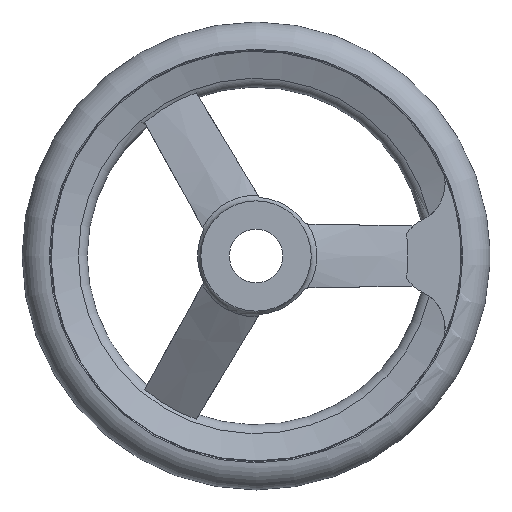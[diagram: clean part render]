
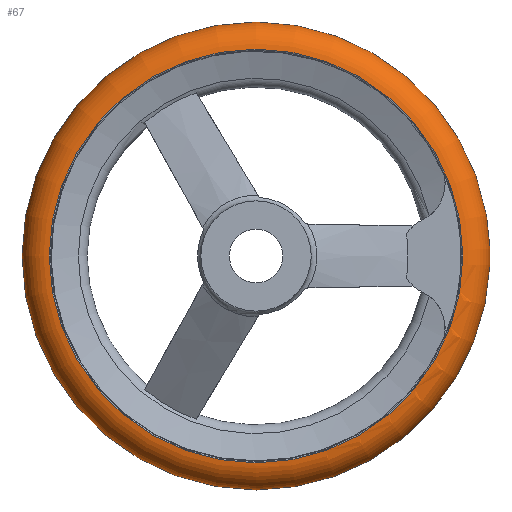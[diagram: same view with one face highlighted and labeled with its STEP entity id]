
A CAD part, front view. The second image highlights one B-rep face of the part: STEP entity #67.
In plain terms, the highlighted toroidal (fillet/blend) face has major radius 61.5 mm and minor radius 8.5 mm.
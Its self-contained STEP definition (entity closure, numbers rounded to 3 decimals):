
#67 = ADVANCED_FACE( '', ( #170, #171, #172 ), #173, .T. );
#170 = FACE_BOUND( '', #325, .T. );
#171 = FACE_OUTER_BOUND( '', #326, .T. );
#172 = FACE_OUTER_BOUND( '', #327, .T. );
#173 = TOROIDAL_SURFACE( '', #328, 61.5, 8.5 );
#325 = VERTEX_LOOP( '', #508 );
#326 = EDGE_LOOP( '', ( #509, #510 ) );
#327 = EDGE_LOOP( '', ( #511 ) );
#328 = AXIS2_PLACEMENT_3D( '', #512, #513, #514 );
#508 = VERTEX_POINT( '', #897 );
#509 = ORIENTED_EDGE( '', *, *, #898, .T. );
#510 = ORIENTED_EDGE( '', *, *, #899, .T. );
#511 = ORIENTED_EDGE( '', *, *, #900, .F. );
#512 = CARTESIAN_POINT( '', ( 0., 29.5, 0. ) );
#513 = DIRECTION( '', ( 0., -1., 0. ) );
#514 = DIRECTION( '', ( 0., 0., -1. ) );
#897 = CARTESIAN_POINT( '', ( 0., 29.5, -70. ) );
#898 = EDGE_CURVE( '', #1051, #1052, #1053, .T. );
#899 = EDGE_CURVE( '', #1052, #1051, #1054, .T. );
#900 = EDGE_CURVE( '', #1055, #1055, #1056, .T. );
#1051 = VERTEX_POINT( '', #1280 );
#1052 = VERTEX_POINT( '', #1281 );
#1053 = B_SPLINE_CURVE_WITH_KNOTS( '', 3, ( #1282, #1283, #1284, #1285, #1286, #1287, #1288, #1289, #1290, #1291 ), .UNSPECIFIED., .F., .F., ( 4, 2, 2, 2, 4 ), ( -0.007, -0.006, -0.004, -0.003, -0.002 ), .UNSPECIFIED. );
#1054 = CIRCLE( '', #1292, 61.854 );
#1055 = VERTEX_POINT( '', #1293 );
#1056 = CIRCLE( '', #1294, 61.854 );
#1280 = CARTESIAN_POINT( '', ( 61.803, 37.993, -2.505 ) );
#1281 = CARTESIAN_POINT( '', ( 61.803, 37.993, 2.505 ) );
#1282 = CARTESIAN_POINT( '', ( 61.803, 37.993, -2.505 ) );
#1283 = CARTESIAN_POINT( '', ( 61.951, 37.987, -2.105 ) );
#1284 = CARTESIAN_POINT( '', ( 62.062, 37.98, -1.695 ) );
#1285 = CARTESIAN_POINT( '', ( 62.212, 37.97, -0.856 ) );
#1286 = CARTESIAN_POINT( '', ( 62.25, 37.967, -0.425 ) );
#1287 = CARTESIAN_POINT( '', ( 62.25, 37.967, 0.426 ) );
#1288 = CARTESIAN_POINT( '', ( 62.213, 37.97, 0.849 ) );
#1289 = CARTESIAN_POINT( '', ( 62.063, 37.98, 1.689 ) );
#1290 = CARTESIAN_POINT( '', ( 61.95, 37.987, 2.107 ) );
#1291 = CARTESIAN_POINT( '', ( 61.803, 37.993, 2.505 ) );
#1292 = AXIS2_PLACEMENT_3D( '', #1984, #1985, #1986 );
#1293 = CARTESIAN_POINT( '', ( 0., 21.007, -61.854 ) );
#1294 = AXIS2_PLACEMENT_3D( '', #1987, #1988, #1989 );
#1984 = CARTESIAN_POINT( '', ( 0., 37.993, 0. ) );
#1985 = DIRECTION( '', ( 0., -1., 0. ) );
#1986 = DIRECTION( '', ( 0., 0., -1. ) );
#1987 = CARTESIAN_POINT( '', ( 0., 21.007, 0. ) );
#1988 = DIRECTION( '', ( 0., -1., 0. ) );
#1989 = DIRECTION( '', ( 0., 0., -1. ) );
